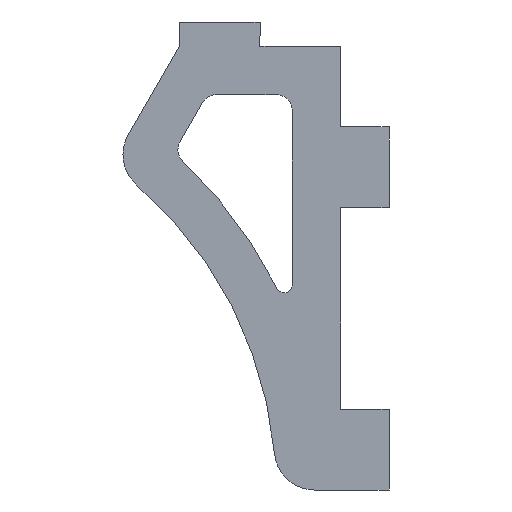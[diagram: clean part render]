
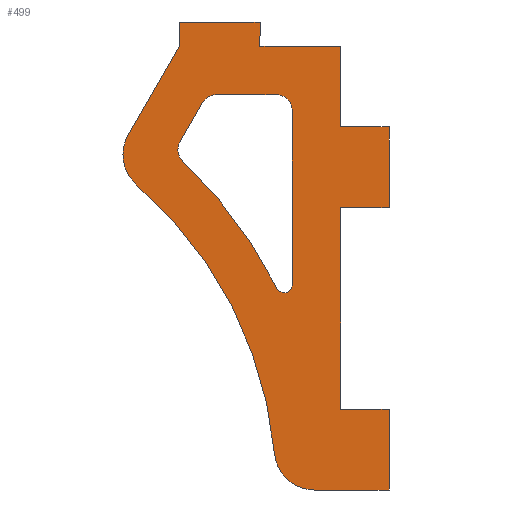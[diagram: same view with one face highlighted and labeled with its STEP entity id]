
A CAD part, left-side view. The second image highlights one B-rep face of the part: STEP entity #499.
In plain terms, the highlighted planar face has unit normal (-1, 0, 0).
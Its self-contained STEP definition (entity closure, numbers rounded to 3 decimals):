
#15=FACE_BOUND('',#72,.T.);
#20=PLANE('',#541);
#45=FACE_OUTER_BOUND('',#71,.T.);
#71=EDGE_LOOP('',(#377,#378,#379,#380,#381,#382,#383,#384,#385,#386,#387,
#388,#389,#390,#391,#392));
#72=EDGE_LOOP('',(#393,#394,#395,#396,#397,#398,#399,#400));
#93=LINE('',#716,#149);
#97=LINE('',#728,#153);
#101=LINE('',#740,#157);
#106=LINE('',#767,#162);
#107=LINE('',#769,#163);
#108=LINE('',#771,#164);
#109=LINE('',#773,#165);
#110=LINE('',#775,#166);
#111=LINE('',#777,#167);
#112=LINE('',#779,#168);
#113=LINE('',#781,#169);
#114=LINE('',#783,#170);
#115=LINE('',#785,#171);
#116=LINE('',#787,#172);
#117=LINE('',#789,#173);
#118=LINE('',#791,#174);
#149=VECTOR('',#573,5.584);
#153=VECTOR('',#585,7.381);
#157=VECTOR('',#597,21.544);
#162=VECTOR('',#628,9.228);
#163=VECTOR('',#629,10.);
#164=VECTOR('',#630,6.);
#165=VECTOR('',#631,25.);
#166=VECTOR('',#632,6.);
#167=VECTOR('',#633,10.);
#168=VECTOR('',#634,6.);
#169=VECTOR('',#635,10.);
#170=VECTOR('',#636,10.);
#171=VECTOR('',#637,3.);
#172=VECTOR('',#638,10.);
#173=VECTOR('',#639,3.);
#174=VECTOR('',#640,12.625);
#202=CIRCLE('',#519,2.);
#204=CIRCLE('',#523,2.);
#206=CIRCLE('',#527,2.);
#208=CIRCLE('',#531,1.);
#209=CIRCLE('',#533,56.);
#212=CIRCLE('',#537,5.);
#213=CIRCLE('',#539,50.);
#215=CIRCLE('',#542,5.);
#219=VERTEX_POINT('',#706);
#220=VERTEX_POINT('',#708);
#222=VERTEX_POINT('',#714);
#224=VERTEX_POINT('',#720);
#226=VERTEX_POINT('',#726);
#228=VERTEX_POINT('',#732);
#230=VERTEX_POINT('',#738);
#232=VERTEX_POINT('',#744);
#235=VERTEX_POINT('',#754);
#236=VERTEX_POINT('',#756);
#237=VERTEX_POINT('',#760);
#239=VERTEX_POINT('',#766);
#240=VERTEX_POINT('',#768);
#241=VERTEX_POINT('',#770);
#242=VERTEX_POINT('',#772);
#243=VERTEX_POINT('',#774);
#244=VERTEX_POINT('',#776);
#245=VERTEX_POINT('',#778);
#246=VERTEX_POINT('',#780);
#247=VERTEX_POINT('',#782);
#248=VERTEX_POINT('',#784);
#249=VERTEX_POINT('',#786);
#250=VERTEX_POINT('',#788);
#251=VERTEX_POINT('',#790);
#267=EDGE_CURVE('',#219,#220,#202,.T.);
#271=EDGE_CURVE('',#219,#222,#93,.T.);
#274=EDGE_CURVE('',#224,#222,#204,.T.);
#277=EDGE_CURVE('',#224,#226,#97,.T.);
#280=EDGE_CURVE('',#228,#226,#206,.T.);
#283=EDGE_CURVE('',#228,#230,#101,.T.);
#286=EDGE_CURVE('',#232,#230,#208,.T.);
#287=EDGE_CURVE('',#232,#220,#209,.T.);
#291=EDGE_CURVE('',#235,#236,#212,.T.);
#293=EDGE_CURVE('',#236,#237,#213,.T.);
#296=EDGE_CURVE('',#239,#235,#106,.T.);
#297=EDGE_CURVE('',#240,#239,#107,.T.);
#298=EDGE_CURVE('',#241,#240,#108,.T.);
#299=EDGE_CURVE('',#242,#241,#109,.T.);
#300=EDGE_CURVE('',#243,#242,#110,.T.);
#301=EDGE_CURVE('',#244,#243,#111,.T.);
#302=EDGE_CURVE('',#245,#244,#112,.T.);
#303=EDGE_CURVE('',#246,#245,#113,.T.);
#304=EDGE_CURVE('',#247,#246,#114,.T.);
#305=EDGE_CURVE('',#248,#247,#115,.T.);
#306=EDGE_CURVE('',#249,#248,#116,.T.);
#307=EDGE_CURVE('',#250,#249,#117,.T.);
#308=EDGE_CURVE('',#251,#250,#118,.T.);
#309=EDGE_CURVE('',#237,#251,#215,.T.);
#377=ORIENTED_EDGE('',*,*,#291,.F.);
#378=ORIENTED_EDGE('',*,*,#296,.F.);
#379=ORIENTED_EDGE('',*,*,#297,.F.);
#380=ORIENTED_EDGE('',*,*,#298,.F.);
#381=ORIENTED_EDGE('',*,*,#299,.F.);
#382=ORIENTED_EDGE('',*,*,#300,.F.);
#383=ORIENTED_EDGE('',*,*,#301,.F.);
#384=ORIENTED_EDGE('',*,*,#302,.F.);
#385=ORIENTED_EDGE('',*,*,#303,.F.);
#386=ORIENTED_EDGE('',*,*,#304,.F.);
#387=ORIENTED_EDGE('',*,*,#305,.F.);
#388=ORIENTED_EDGE('',*,*,#306,.F.);
#389=ORIENTED_EDGE('',*,*,#307,.F.);
#390=ORIENTED_EDGE('',*,*,#308,.F.);
#391=ORIENTED_EDGE('',*,*,#309,.F.);
#392=ORIENTED_EDGE('',*,*,#293,.F.);
#393=ORIENTED_EDGE('',*,*,#271,.T.);
#394=ORIENTED_EDGE('',*,*,#274,.F.);
#395=ORIENTED_EDGE('',*,*,#277,.T.);
#396=ORIENTED_EDGE('',*,*,#280,.F.);
#397=ORIENTED_EDGE('',*,*,#283,.T.);
#398=ORIENTED_EDGE('',*,*,#286,.F.);
#399=ORIENTED_EDGE('',*,*,#287,.T.);
#400=ORIENTED_EDGE('',*,*,#267,.F.);
#499=ADVANCED_FACE('',(#45,#15),#20,.F.);
#519=AXIS2_PLACEMENT_3D('',#709,#566,#567);
#523=AXIS2_PLACEMENT_3D('',#722,#579,#580);
#527=AXIS2_PLACEMENT_3D('',#734,#591,#592);
#531=AXIS2_PLACEMENT_3D('',#746,#603,#604);
#533=AXIS2_PLACEMENT_3D('',#748,#607,#608);
#537=AXIS2_PLACEMENT_3D('',#757,#616,#617);
#539=AXIS2_PLACEMENT_3D('',#761,#621,#622);
#541=AXIS2_PLACEMENT_3D('',#765,#626,#627);
#542=AXIS2_PLACEMENT_3D('',#792,#641,#642);
#566=DIRECTION('center_axis',(-1.,0.,0.));
#567=DIRECTION('ref_axis',(0.,0.989,-0.145));
#573=DIRECTION('',(0.,-0.5,0.866));
#579=DIRECTION('center_axis',(-1.,0.,0.));
#580=DIRECTION('ref_axis',(0.,0.5,0.866));
#585=DIRECTION('',(0.,-1.,0.));
#591=DIRECTION('center_axis',(-1.,0.,0.));
#592=DIRECTION('ref_axis',(0.,-0.707,0.707));
#597=DIRECTION('',(0.,0.,-1.));
#603=DIRECTION('center_axis',(-1.,0.,0.));
#604=DIRECTION('ref_axis',(0.,-0.229,-0.973));
#607=DIRECTION('center_axis',(-1.,0.,0.));
#608=DIRECTION('ref_axis',(0.,-0.666,0.746));
#616=DIRECTION('center_axis',(1.,0.,0.));
#617=DIRECTION('ref_axis',(0.,0.674,-0.739));
#621=DIRECTION('center_axis',(-1.,0.,0.));
#622=DIRECTION('ref_axis',(0.,0.591,-0.807));
#626=DIRECTION('center_axis',(1.,0.,0.));
#627=DIRECTION('ref_axis',(0.,0.,-1.));
#628=DIRECTION('',(0.,1.,0.));
#629=DIRECTION('',(0.,0.,-1.));
#630=DIRECTION('',(0.,-1.,0.));
#631=DIRECTION('',(0.,0.,-1.));
#632=DIRECTION('',(0.,1.,0.));
#633=DIRECTION('',(0.,0.,-1.));
#634=DIRECTION('',(0.,-1.,0.));
#635=DIRECTION('',(0.,0.,-1.));
#636=DIRECTION('',(0.,-1.,0.));
#637=DIRECTION('',(0.,0.003,-1.));
#638=DIRECTION('',(0.,-1.,0.));
#639=DIRECTION('',(0.,-0.003,1.));
#640=DIRECTION('',(0.,-0.5,0.866));
#641=DIRECTION('center_axis',(1.,0.,0.));
#642=DIRECTION('ref_axis',(0.,0.986,-0.166));
#706=CARTESIAN_POINT('',(0.,-38.095,43.164));
#708=CARTESIAN_POINT('',(0.,-38.454,40.71));
#709=CARTESIAN_POINT('Origin',(0.,-39.827,42.164));
#714=CARTESIAN_POINT('',(0.,-40.887,48.));
#716=CARTESIAN_POINT('',(0.,-38.794,44.375));
#720=CARTESIAN_POINT('',(0.,-42.619,49.));
#722=CARTESIAN_POINT('Origin',(0.,-42.619,47.));
#726=CARTESIAN_POINT('',(0.,-50.,49.));
#728=CARTESIAN_POINT('',(0.,-51.763,49.));
#732=CARTESIAN_POINT('',(0.,-52.,47.));
#734=CARTESIAN_POINT('Origin',(0.,-50.,47.));
#738=CARTESIAN_POINT('',(0.,-52.,25.456));
#740=CARTESIAN_POINT('',(0.,-52.,25.822));
#744=CARTESIAN_POINT('',(0.,-50.105,25.009));
#746=CARTESIAN_POINT('Origin',(0.,-51.,25.456));
#748=CARTESIAN_POINT('Origin',(0.,0.,0.));
#754=CARTESIAN_POINT('',(0.,-54.772,0.));
#756=CARTESIAN_POINT('',(0.,-49.793,4.545));
#757=CARTESIAN_POINT('Origin',(0.,-54.772,5.));
#760=CARTESIAN_POINT('',(0.,-32.743,37.787));
#761=CARTESIAN_POINT('Origin',(0.,0.,0.));
#765=CARTESIAN_POINT('Origin',(0.,-51.526,30.859));
#766=CARTESIAN_POINT('',(0.,-64.,0.));
#767=CARTESIAN_POINT('',(0.,-64.,0.));
#768=CARTESIAN_POINT('',(0.,-64.,10.));
#769=CARTESIAN_POINT('',(0.,-64.,10.));
#770=CARTESIAN_POINT('',(0.,-58.,10.));
#771=CARTESIAN_POINT('',(0.,-58.,10.));
#772=CARTESIAN_POINT('',(0.,-58.,35.));
#773=CARTESIAN_POINT('',(0.,-58.,35.));
#774=CARTESIAN_POINT('',(0.,-64.,35.));
#775=CARTESIAN_POINT('',(0.,-64.,35.));
#776=CARTESIAN_POINT('',(0.,-64.,45.));
#777=CARTESIAN_POINT('',(0.,-64.,45.));
#778=CARTESIAN_POINT('',(0.,-58.,45.));
#779=CARTESIAN_POINT('',(0.,-58.,45.));
#780=CARTESIAN_POINT('',(0.,-58.,55.));
#781=CARTESIAN_POINT('',(0.,-58.,55.));
#782=CARTESIAN_POINT('',(0.,-48.,55.));
#783=CARTESIAN_POINT('',(0.,-48.,55.));
#784=CARTESIAN_POINT('',(0.,-48.01,58.));
#785=CARTESIAN_POINT('',(0.,-48.01,58.));
#786=CARTESIAN_POINT('',(0.,-38.01,58.));
#787=CARTESIAN_POINT('',(0.,-38.01,58.));
#788=CARTESIAN_POINT('',(0.,-38.,55.));
#789=CARTESIAN_POINT('',(0.,-38.,55.));
#790=CARTESIAN_POINT('',(0.,-31.687,44.066));
#791=CARTESIAN_POINT('',(0.,-29.538,40.343));
#792=CARTESIAN_POINT('Origin',(0.,-36.017,41.566));
